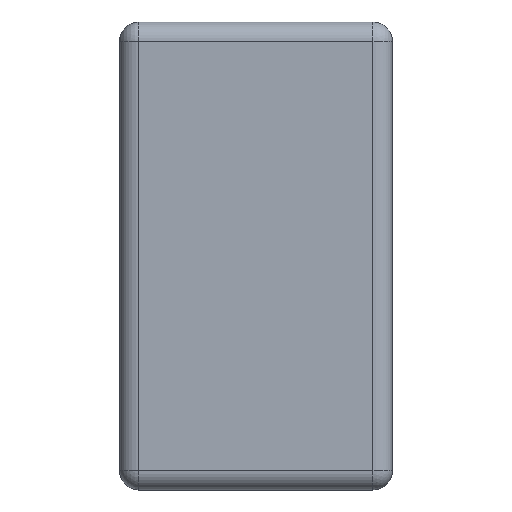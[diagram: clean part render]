
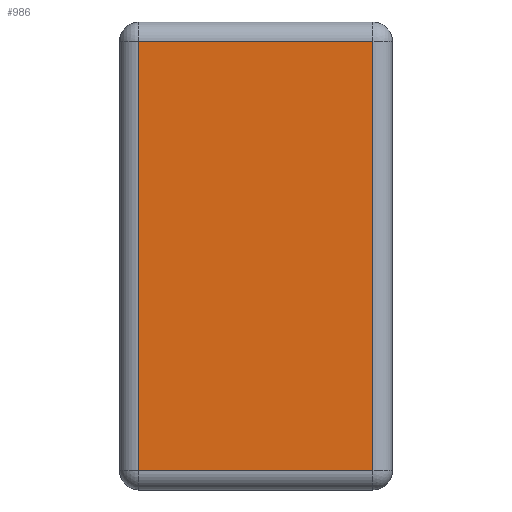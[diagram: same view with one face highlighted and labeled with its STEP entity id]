
A CAD part, left-side view. The second image highlights one B-rep face of the part: STEP entity #986.
In plain terms, the highlighted planar face has unit normal (-1, 0, 0).
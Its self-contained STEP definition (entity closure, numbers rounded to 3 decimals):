
#8 = ORIENTED_EDGE ( 'NONE', *, *, #228, .T. ) ;
#21 = EDGE_CURVE ( 'NONE', #892, #171, #336, .T. ) ;
#117 = DIRECTION ( 'NONE',  ( 0., 1., 0. ) ) ;
#138 = VECTOR ( 'NONE', #1069, 1000. ) ;
#166 = ORIENTED_EDGE ( 'NONE', *, *, #433, .T. ) ;
#171 = VERTEX_POINT ( 'NONE', #990 ) ;
#204 = VECTOR ( 'NONE', #354, 1000. ) ;
#224 = ORIENTED_EDGE ( 'NONE', *, *, #1160, .T. ) ;
#228 = EDGE_CURVE ( 'NONE', #742, #892, #1129, .T. ) ;
#270 = CARTESIAN_POINT ( 'NONE',  ( -1., 0.7, 0.6 ) ) ;
#285 = LINE ( 'NONE', #935, #1153 ) ;
#304 = CARTESIAN_POINT ( 'NONE',  ( -1., 0.7, -0.55 ) ) ;
#334 = LINE ( 'NONE', #699, #138 ) ;
#336 = LINE ( 'NONE', #604, #204 ) ;
#354 = DIRECTION ( 'NONE',  ( 0., 0., 1. ) ) ;
#356 = DIRECTION ( 'NONE',  ( 0., 0., -1. ) ) ;
#433 = EDGE_CURVE ( 'NONE', #1117, #742, #334, .T. ) ;
#437 = EDGE_LOOP ( 'NONE', ( #224, #166, #8, #991 ) ) ;
#439 = FACE_OUTER_BOUND ( 'NONE', #437, .T. ) ;
#484 = CARTESIAN_POINT ( 'NONE',  ( -1., 0.65, 0.55 ) ) ;
#604 = CARTESIAN_POINT ( 'NONE',  ( -1., 0.05, 0.6 ) ) ;
#665 = DIRECTION ( 'NONE',  ( 0., -1., 0. ) ) ;
#699 = CARTESIAN_POINT ( 'NONE',  ( -1., 0.65, 0.6 ) ) ;
#742 = VERTEX_POINT ( 'NONE', #818 ) ;
#764 = CARTESIAN_POINT ( 'NONE',  ( -1., 0.05, -0.55 ) ) ;
#773 = VECTOR ( 'NONE', #665, 1000. ) ;
#808 = AXIS2_PLACEMENT_3D ( 'NONE', #270, #902, #356 ) ;
#818 = CARTESIAN_POINT ( 'NONE',  ( -1., 0.65, -0.55 ) ) ;
#892 = VERTEX_POINT ( 'NONE', #764 ) ;
#902 = DIRECTION ( 'NONE',  ( 1., 0., 0. ) ) ;
#916 = PLANE ( 'NONE',  #808 ) ;
#935 = CARTESIAN_POINT ( 'NONE',  ( -1., 0.7, 0.55 ) ) ;
#986 = ADVANCED_FACE ( 'NONE', ( #439 ), #916, .F. ) ;
#990 = CARTESIAN_POINT ( 'NONE',  ( -1., 0.05, 0.55 ) ) ;
#991 = ORIENTED_EDGE ( 'NONE', *, *, #21, .T. ) ;
#1069 = DIRECTION ( 'NONE',  ( 0., 0., -1. ) ) ;
#1117 = VERTEX_POINT ( 'NONE', #484 ) ;
#1129 = LINE ( 'NONE', #304, #773 ) ;
#1153 = VECTOR ( 'NONE', #117, 1000. ) ;
#1160 = EDGE_CURVE ( 'NONE', #171, #1117, #285, .T. ) ;
